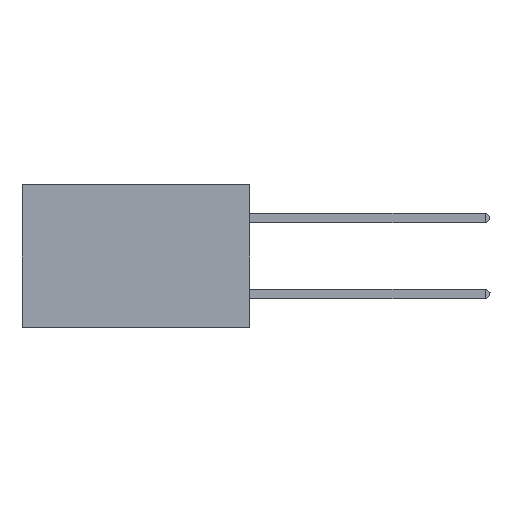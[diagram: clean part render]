
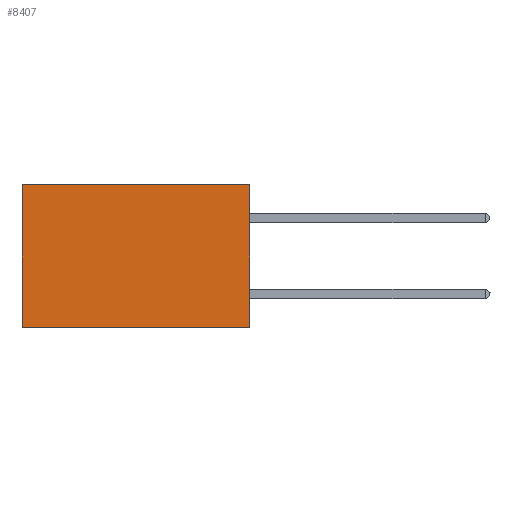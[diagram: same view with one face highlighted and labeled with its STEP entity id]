
A CAD part, left-side view. The second image highlights one B-rep face of the part: STEP entity #8407.
In plain terms, the highlighted planar face has unit normal (-1, 0, 0).
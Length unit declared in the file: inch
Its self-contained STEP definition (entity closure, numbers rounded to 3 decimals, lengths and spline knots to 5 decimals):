
#1136 = CARTESIAN_POINT ( 'NONE',  ( 0.2875, 0., -0.375 ) ) ;
#1231 = CARTESIAN_POINT ( 'NONE',  ( 0.2875, 0., -0.375 ) ) ;
#1606 = ORIENTED_EDGE ( 'NONE', *, *, #3516, .T. ) ;
#3516 = EDGE_CURVE ( 'NONE', #4048, #10784, #14080, .T. ) ;
#4048 = VERTEX_POINT ( 'NONE', #11338 ) ;
#4237 = DIRECTION ( 'NONE',  ( 0., 0., -1. ) ) ;
#4305 = DIRECTION ( 'NONE',  ( 0., 1., 0. ) ) ;
#4528 = EDGE_CURVE ( 'NONE', #20491, #16828, #11407, .T. ) ;
#5149 = VECTOR ( 'NONE', #4305, 39.37008 ) ;
#6254 = VECTOR ( 'NONE', #11169, 39.37008 ) ;
#6587 = LINE ( 'NONE', #11141, #19929 ) ;
#6746 = ORIENTED_EDGE ( 'NONE', *, *, #17743, .T. ) ;
#6792 = FACE_OUTER_BOUND ( 'NONE', #10705, .T. ) ;
#8407 = ADVANCED_FACE ( 'NONE', ( #6792 ), #11260, .F. ) ;
#9387 = ORIENTED_EDGE ( 'NONE', *, *, #18763, .F. ) ;
#10415 = CARTESIAN_POINT ( 'NONE',  ( 0.2875, 0.6, 0. ) ) ;
#10705 = EDGE_LOOP ( 'NONE', ( #6746, #18911, #9387, #1606 ) ) ;
#10728 = LINE ( 'NONE', #1136, #6254 ) ;
#10784 = VERTEX_POINT ( 'NONE', #10415 ) ;
#11141 = CARTESIAN_POINT ( 'NONE',  ( 0.2875, 0.6, -0.375 ) ) ;
#11169 = DIRECTION ( 'NONE',  ( 0., 0., -1. ) ) ;
#11189 = DIRECTION ( 'NONE',  ( 0., 0., -1. ) ) ;
#11260 = PLANE ( 'NONE',  #21074 ) ;
#11338 = CARTESIAN_POINT ( 'NONE',  ( 0.2875, 0., 0. ) ) ;
#11407 = LINE ( 'NONE', #17506, #21338 ) ;
#12928 = DIRECTION ( 'NONE',  ( 1., 0., 0. ) ) ;
#13921 = CARTESIAN_POINT ( 'NONE',  ( 0.2875, 0.6, -0.375 ) ) ;
#14080 = LINE ( 'NONE', #19449, #5149 ) ;
#14716 = CARTESIAN_POINT ( 'NONE',  ( 0.2875, 0., -0.375 ) ) ;
#15888 = DIRECTION ( 'NONE',  ( 0., 1., 0. ) ) ;
#16828 = VERTEX_POINT ( 'NONE', #13921 ) ;
#17506 = CARTESIAN_POINT ( 'NONE',  ( 0.2875, 0., -0.375 ) ) ;
#17743 = EDGE_CURVE ( 'NONE', #10784, #16828, #6587, .T. ) ;
#18763 = EDGE_CURVE ( 'NONE', #4048, #20491, #10728, .T. ) ;
#18911 = ORIENTED_EDGE ( 'NONE', *, *, #4528, .F. ) ;
#19449 = CARTESIAN_POINT ( 'NONE',  ( 0.2875, 0., 0. ) ) ;
#19929 = VECTOR ( 'NONE', #4237, 39.37008 ) ;
#20491 = VERTEX_POINT ( 'NONE', #14716 ) ;
#21074 = AXIS2_PLACEMENT_3D ( 'NONE', #1231, #12928, #11189 ) ;
#21338 = VECTOR ( 'NONE', #15888, 39.37008 ) ;
